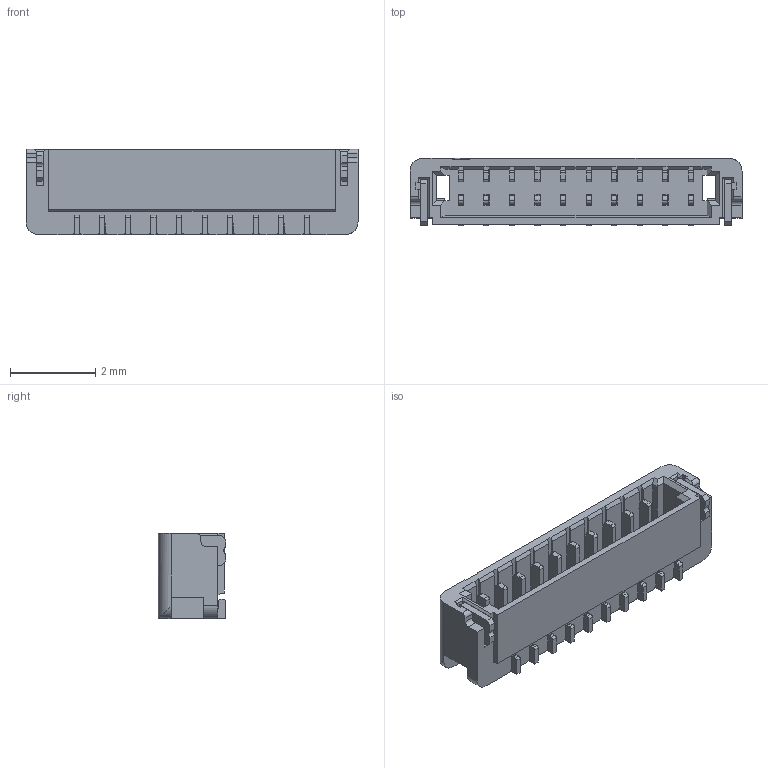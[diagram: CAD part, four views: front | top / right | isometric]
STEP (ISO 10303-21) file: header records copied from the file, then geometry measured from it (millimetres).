
FILE_DESCRIPTION(('CoCreate Modeling STEP Export'),'2;1');
FILE_NAME('WB0612H-10.stp','2021-09-09T13:41:54',(''),(''),'CoCreate Modeling STEP processor for AP214 (Solid Model)','CoCreate Modeling 16.00 13-May-2008 (C) Parametric Technology GmbH','');
FILE_SCHEMA(('AUTOMOTIVE_DESIGN { 1 0 10303 214 1 1 1 1 }'));
Length unit declared in the file: millimetre
Products named in the file (3): WB0612H-10XXX; WB0612-10; WB0612H-10XXX.
Assembly tree (2 placements, depth 2):
  WB0612H-10XXX.
    WB0612-10
    WB0612H-10XXX
Bounding box: 7.8 x 1.58 x 2 mm (x, y, z)
Volume: 13.7 mm3; surface area: 111.7 mm2
Topology: 1 solids, 1 shells, 697 faces, 2218 edges, 1682 vertices
Faces by surface type: plane 557, cylinder 140
Entity records: 26625 total; most frequent: CARTESIAN_POINT 4728, ORIENTED_EDGE 4040, DIRECTION 3671, EDGE_CURVE 2020, VECTOR 1651, LINE 1651, VERTEX_POINT 1286, AXIS2_PLACEMENT_3D 1010
